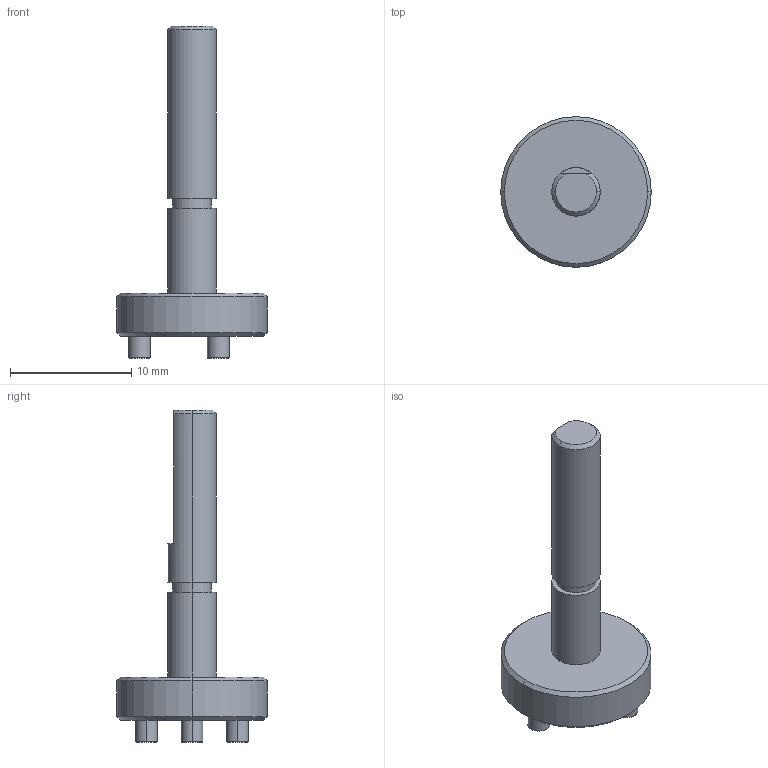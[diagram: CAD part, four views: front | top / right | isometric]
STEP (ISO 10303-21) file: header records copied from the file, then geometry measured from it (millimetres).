
FILE_DESCRIPTION (( 'STEP AP214' ), '1' );
FILE_NAME ('planetaire_moteur_22mm.STEP', '2022-09-27T20:59:18', ( 'Maxime' ), ( '' ), 'SwSTEP 2.0', 'SolidWorks 2020', '' );
FILE_SCHEMA (( 'AUTOMOTIVE_DESIGN' ));
Length unit declared in the file: millimetre
Products named in the file (1): planetaire_moteur_22mm
Bounding box: 12.4 x 12.4 x 27.35 mm (x, y, z)
Volume: 701.4 mm3; surface area: 674.3 mm2
Topology: 1 solids, 1 shells, 37 faces, 75 edges, 46 vertices
Faces by surface type: cylinder 14, cone 13, plane 10
Entity records: 1012 total; most frequent: DIRECTION 192, CARTESIAN_POINT 165, ORIENTED_EDGE 150, AXIS2_PLACEMENT_3D 81, EDGE_CURVE 75, VERTEX_POINT 46, CIRCLE 43, EDGE_LOOP 43
